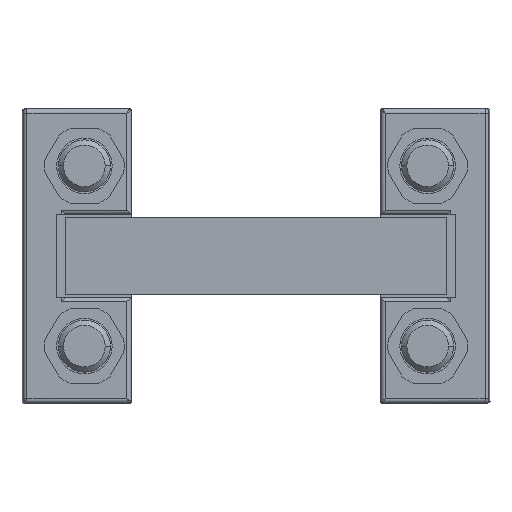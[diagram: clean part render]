
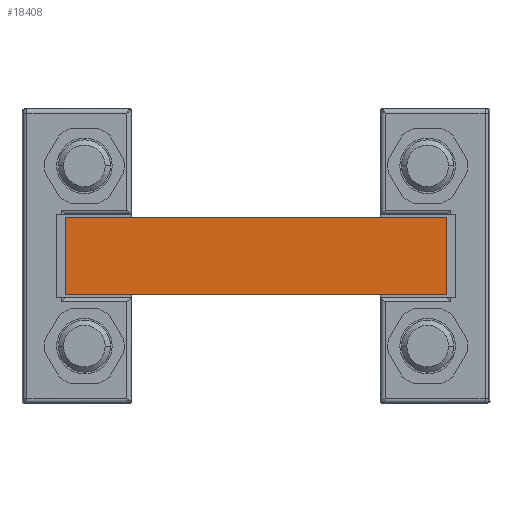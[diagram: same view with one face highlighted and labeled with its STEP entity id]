
A CAD part, front view. The second image highlights one B-rep face of the part: STEP entity #18408.
In plain terms, the highlighted planar face has unit normal (0, -1, 0).
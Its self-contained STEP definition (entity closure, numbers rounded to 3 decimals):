
#18314=DIRECTION('',(0.,0.,-1.));
#18315=VECTOR('',#18314,45.);
#18316=CARTESIAN_POINT('',(-110.,0.,22.5));
#18317=LINE('',#18316,#18315);
#18330=DIRECTION('',(1.,0.,0.));
#18331=VECTOR('',#18330,220.);
#18332=CARTESIAN_POINT('',(-110.,0.,22.5));
#18333=LINE('',#18332,#18331);
#18342=DIRECTION('',(1.,0.,0.));
#18343=VECTOR('',#18342,220.);
#18344=CARTESIAN_POINT('',(-110.,0.,-22.5));
#18345=LINE('',#18344,#18343);
#18346=DIRECTION('',(0.,0.,-1.));
#18347=VECTOR('',#18346,45.);
#18348=CARTESIAN_POINT('',(110.,0.,22.5));
#18349=LINE('',#18348,#18347);
#18362=CARTESIAN_POINT('',(-110.,0.,22.5));
#18363=CARTESIAN_POINT('',(-110.,0.,-22.5));
#18364=VERTEX_POINT('',#18362);
#18365=VERTEX_POINT('',#18363);
#18370=CARTESIAN_POINT('',(110.,0.,22.5));
#18371=CARTESIAN_POINT('',(110.,0.,-22.5));
#18372=VERTEX_POINT('',#18370);
#18373=VERTEX_POINT('',#18371);
#18394=CARTESIAN_POINT('',(-110.,0.,22.5));
#18395=DIRECTION('',(0.,-1.,0.));
#18396=DIRECTION('',(0.,0.,-1.));
#18397=AXIS2_PLACEMENT_3D('',#18394,#18395,#18396);
#18398=PLANE('',#18397);
#18399=ORIENTED_EDGE('',*,*,#18383,.F.);
#18401=ORIENTED_EDGE('',*,*,#18400,.T.);
#18403=ORIENTED_EDGE('',*,*,#18402,.T.);
#18405=ORIENTED_EDGE('',*,*,#18404,.F.);
#18406=EDGE_LOOP('',(#18399,#18401,#18403,#18405));
#18407=FACE_OUTER_BOUND('',#18406,.F.);
#18408=ADVANCED_FACE('',(#18407),#18398,.T.);
#18383=EDGE_CURVE('',#18364,#18365,#18317,.T.);
#18400=EDGE_CURVE('',#18364,#18372,#18333,.T.);
#18402=EDGE_CURVE('',#18372,#18373,#18349,.T.);
#18404=EDGE_CURVE('',#18365,#18373,#18345,.T.);
